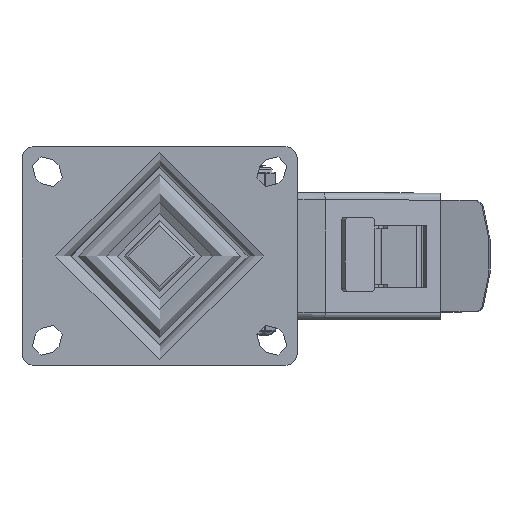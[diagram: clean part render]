
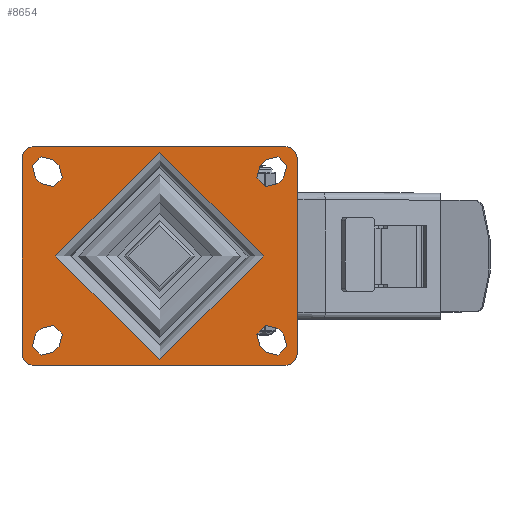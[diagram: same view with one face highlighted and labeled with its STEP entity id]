
A CAD part, top view. The second image highlights one B-rep face of the part: STEP entity #8654.
In plain terms, the highlighted planar face has unit normal (0, 0, 1).
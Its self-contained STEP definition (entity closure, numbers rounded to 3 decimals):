
#400=FACE_BOUND('',#3151,.T.);
#401=FACE_BOUND('',#3152,.T.);
#402=FACE_BOUND('',#3153,.T.);
#403=FACE_BOUND('',#3154,.T.);
#404=FACE_BOUND('',#3155,.T.);
#556=PLANE('',#9476);
#1170=LINE('',#14654,#1856);
#1174=LINE('',#14666,#1860);
#1178=LINE('',#14678,#1864);
#1182=LINE('',#14690,#1868);
#1186=LINE('',#14702,#1872);
#1190=LINE('',#14714,#1876);
#1194=LINE('',#14726,#1880);
#1198=LINE('',#14738,#1884);
#1214=LINE('',#14855,#1900);
#1216=LINE('',#14858,#1902);
#1218=LINE('',#14861,#1904);
#1219=LINE('',#14862,#1905);
#1856=VECTOR('',#10863,10.);
#1860=VECTOR('',#10875,10.);
#1864=VECTOR('',#10887,10.);
#1868=VECTOR('',#10899,10.);
#1872=VECTOR('',#10911,10.);
#1876=VECTOR('',#10923,10.);
#1880=VECTOR('',#10935,10.);
#1884=VECTOR('',#10947,10.);
#1900=VECTOR('',#11089,1000.);
#1902=VECTOR('',#11093,1000.);
#1904=VECTOR('',#11097,1000.);
#1905=VECTOR('',#11098,1000.);
#2624=FACE_OUTER_BOUND('',#3150,.T.);
#3150=EDGE_LOOP('',(#6926,#6927,#6928,#6929,#6930,#6931,#6932,#6933));
#3151=EDGE_LOOP('',(#6934,#6935,#6936,#6937));
#3152=EDGE_LOOP('',(#6938,#6939,#6940,#6941));
#3153=EDGE_LOOP('',(#6942,#6943,#6944,#6945));
#3154=EDGE_LOOP('',(#6946,#6947,#6948,#6949));
#3155=EDGE_LOOP('',(#6950));
#3578=CIRCLE('',#9386,4.5);
#3580=CIRCLE('',#9390,4.5);
#3582=CIRCLE('',#9394,4.5);
#3584=CIRCLE('',#9398,4.5);
#3586=CIRCLE('',#9402,4.5);
#3588=CIRCLE('',#9406,4.5);
#3590=CIRCLE('',#9410,4.5);
#3592=CIRCLE('',#9414,4.5);
#3598=CIRCLE('',#9422,37.);
#3607=CIRCLE('',#9436,4.);
#3609=CIRCLE('',#9439,4.);
#3611=CIRCLE('',#9442,4.);
#3613=CIRCLE('',#9445,4.);
#4156=VERTEX_POINT('',#14651);
#4157=VERTEX_POINT('',#14653);
#4159=VERTEX_POINT('',#14659);
#4161=VERTEX_POINT('',#14665);
#4164=VERTEX_POINT('',#14675);
#4165=VERTEX_POINT('',#14677);
#4167=VERTEX_POINT('',#14683);
#4169=VERTEX_POINT('',#14689);
#4172=VERTEX_POINT('',#14699);
#4173=VERTEX_POINT('',#14701);
#4175=VERTEX_POINT('',#14707);
#4177=VERTEX_POINT('',#14713);
#4180=VERTEX_POINT('',#14723);
#4181=VERTEX_POINT('',#14725);
#4183=VERTEX_POINT('',#14731);
#4185=VERTEX_POINT('',#14737);
#4189=VERTEX_POINT('',#14752);
#4196=VERTEX_POINT('',#14776);
#4197=VERTEX_POINT('',#14777);
#4200=VERTEX_POINT('',#14785);
#4201=VERTEX_POINT('',#14786);
#4204=VERTEX_POINT('',#14794);
#4205=VERTEX_POINT('',#14795);
#4208=VERTEX_POINT('',#14803);
#4209=VERTEX_POINT('',#14804);
#5098=EDGE_CURVE('',#4157,#4156,#1170,.T.);
#5101=EDGE_CURVE('',#4159,#4157,#3578,.T.);
#5104=EDGE_CURVE('',#4161,#4159,#1174,.T.);
#5107=EDGE_CURVE('',#4156,#4161,#3580,.T.);
#5110=EDGE_CURVE('',#4165,#4164,#1178,.T.);
#5113=EDGE_CURVE('',#4167,#4165,#3582,.T.);
#5116=EDGE_CURVE('',#4169,#4167,#1182,.T.);
#5119=EDGE_CURVE('',#4164,#4169,#3584,.T.);
#5122=EDGE_CURVE('',#4173,#4172,#1186,.T.);
#5125=EDGE_CURVE('',#4175,#4173,#3586,.T.);
#5128=EDGE_CURVE('',#4177,#4175,#1190,.T.);
#5131=EDGE_CURVE('',#4172,#4177,#3588,.T.);
#5134=EDGE_CURVE('',#4181,#4180,#1194,.T.);
#5137=EDGE_CURVE('',#4183,#4181,#3590,.T.);
#5140=EDGE_CURVE('',#4185,#4183,#1198,.T.);
#5143=EDGE_CURVE('',#4180,#4185,#3592,.T.);
#5149=EDGE_CURVE('',#4189,#4189,#3598,.T.);
#5160=EDGE_CURVE('',#4196,#4197,#3607,.T.);
#5164=EDGE_CURVE('',#4200,#4201,#3609,.T.);
#5168=EDGE_CURVE('',#4204,#4205,#3611,.T.);
#5172=EDGE_CURVE('',#4208,#4209,#3613,.T.);
#5195=EDGE_CURVE('',#4209,#4200,#1214,.T.);
#5197=EDGE_CURVE('',#4201,#4196,#1216,.T.);
#5199=EDGE_CURVE('',#4205,#4208,#1218,.T.);
#5200=EDGE_CURVE('',#4197,#4204,#1219,.T.);
#6926=ORIENTED_EDGE('',*,*,#5172,.F.);
#6927=ORIENTED_EDGE('',*,*,#5199,.F.);
#6928=ORIENTED_EDGE('',*,*,#5168,.F.);
#6929=ORIENTED_EDGE('',*,*,#5200,.F.);
#6930=ORIENTED_EDGE('',*,*,#5160,.F.);
#6931=ORIENTED_EDGE('',*,*,#5197,.F.);
#6932=ORIENTED_EDGE('',*,*,#5164,.F.);
#6933=ORIENTED_EDGE('',*,*,#5195,.F.);
#6934=ORIENTED_EDGE('',*,*,#5104,.T.);
#6935=ORIENTED_EDGE('',*,*,#5101,.T.);
#6936=ORIENTED_EDGE('',*,*,#5098,.T.);
#6937=ORIENTED_EDGE('',*,*,#5107,.T.);
#6938=ORIENTED_EDGE('',*,*,#5116,.T.);
#6939=ORIENTED_EDGE('',*,*,#5113,.T.);
#6940=ORIENTED_EDGE('',*,*,#5110,.T.);
#6941=ORIENTED_EDGE('',*,*,#5119,.T.);
#6942=ORIENTED_EDGE('',*,*,#5128,.T.);
#6943=ORIENTED_EDGE('',*,*,#5125,.T.);
#6944=ORIENTED_EDGE('',*,*,#5122,.T.);
#6945=ORIENTED_EDGE('',*,*,#5131,.T.);
#6946=ORIENTED_EDGE('',*,*,#5140,.T.);
#6947=ORIENTED_EDGE('',*,*,#5137,.T.);
#6948=ORIENTED_EDGE('',*,*,#5134,.T.);
#6949=ORIENTED_EDGE('',*,*,#5143,.T.);
#6950=ORIENTED_EDGE('',*,*,#5149,.F.);
#8654=ADVANCED_FACE('',(#2624,#400,#401,#402,#403,#404),#556,.T.);
#9386=AXIS2_PLACEMENT_3D('',#14660,#10869,#10870);
#9390=AXIS2_PLACEMENT_3D('',#14670,#10881,#10882);
#9394=AXIS2_PLACEMENT_3D('',#14684,#10893,#10894);
#9398=AXIS2_PLACEMENT_3D('',#14694,#10905,#10906);
#9402=AXIS2_PLACEMENT_3D('',#14708,#10917,#10918);
#9406=AXIS2_PLACEMENT_3D('',#14718,#10929,#10930);
#9410=AXIS2_PLACEMENT_3D('',#14732,#10941,#10942);
#9414=AXIS2_PLACEMENT_3D('',#14742,#10953,#10954);
#9422=AXIS2_PLACEMENT_3D('',#14754,#10969,#10970);
#9436=AXIS2_PLACEMENT_3D('',#14778,#10999,#11000);
#9439=AXIS2_PLACEMENT_3D('',#14787,#11007,#11008);
#9442=AXIS2_PLACEMENT_3D('',#14796,#11015,#11016);
#9445=AXIS2_PLACEMENT_3D('',#14805,#11023,#11024);
#9476=AXIS2_PLACEMENT_3D('',#14860,#11095,#11096);
#10863=DIRECTION('',(0.707,0.707,0.));
#10869=DIRECTION('center_axis',(0.,0.,-1.));
#10870=DIRECTION('ref_axis',(-0.707,0.707,0.));
#10875=DIRECTION('',(-0.707,-0.707,0.));
#10881=DIRECTION('center_axis',(0.,0.,-1.));
#10882=DIRECTION('ref_axis',(0.707,-0.707,0.));
#10887=DIRECTION('',(-0.707,0.707,0.));
#10893=DIRECTION('center_axis',(0.,0.,-1.));
#10894=DIRECTION('ref_axis',(-0.707,-0.707,0.));
#10899=DIRECTION('',(0.707,-0.707,0.));
#10905=DIRECTION('center_axis',(0.,0.,-1.));
#10906=DIRECTION('ref_axis',(0.707,0.707,0.));
#10911=DIRECTION('',(0.707,-0.707,0.));
#10917=DIRECTION('center_axis',(0.,0.,-1.));
#10918=DIRECTION('ref_axis',(0.707,0.707,0.));
#10923=DIRECTION('',(-0.707,0.707,0.));
#10929=DIRECTION('center_axis',(0.,0.,-1.));
#10930=DIRECTION('ref_axis',(-0.707,-0.707,0.));
#10935=DIRECTION('',(-0.707,-0.707,0.));
#10941=DIRECTION('center_axis',(0.,0.,-1.));
#10942=DIRECTION('ref_axis',(0.707,-0.707,0.));
#10947=DIRECTION('',(0.707,0.707,0.));
#10953=DIRECTION('center_axis',(0.,0.,-1.));
#10954=DIRECTION('ref_axis',(-0.707,0.707,0.));
#10969=DIRECTION('center_axis',(0.,0.,1.));
#10970=DIRECTION('ref_axis',(-1.,0.,0.));
#10999=DIRECTION('center_axis',(0.,0.,-1.));
#11000=DIRECTION('ref_axis',(-0.707,0.707,0.));
#11007=DIRECTION('center_axis',(0.,0.,-1.));
#11008=DIRECTION('ref_axis',(-0.707,-0.707,0.));
#11015=DIRECTION('center_axis',(0.,0.,-1.));
#11016=DIRECTION('ref_axis',(0.707,0.707,0.));
#11023=DIRECTION('center_axis',(0.,0.,-1.));
#11024=DIRECTION('ref_axis',(0.707,-0.707,0.));
#11089=DIRECTION('',(-1.,0.,0.));
#11093=DIRECTION('',(0.,1.,0.));
#11095=DIRECTION('center_axis',(0.,0.,1.));
#11096=DIRECTION('ref_axis',(1.,0.,0.));
#11097=DIRECTION('',(0.,-1.,0.));
#11098=DIRECTION('',(1.,0.,0.));
#14651=CARTESIAN_POINT('',(37.818,34.182,0.));
#14653=CARTESIAN_POINT('',(35.818,32.182,0.));
#14654=CARTESIAN_POINT('',(18.818,15.182,0.));
#14659=CARTESIAN_POINT('',(42.182,25.818,0.));
#14660=CARTESIAN_POINT('Origin',(39.,29.,0.));
#14665=CARTESIAN_POINT('',(44.182,27.818,0.));
#14666=CARTESIAN_POINT('',(26.182,9.818,0.));
#14670=CARTESIAN_POINT('Origin',(41.,31.,0.));
#14675=CARTESIAN_POINT('',(35.818,-32.182,0.));
#14677=CARTESIAN_POINT('',(37.818,-34.182,0.));
#14678=CARTESIAN_POINT('',(19.818,-16.182,0.));
#14683=CARTESIAN_POINT('',(44.182,-27.818,0.));
#14684=CARTESIAN_POINT('Origin',(41.,-31.,0.));
#14689=CARTESIAN_POINT('',(42.182,-25.818,0.));
#14690=CARTESIAN_POINT('',(25.182,-8.818,0.));
#14694=CARTESIAN_POINT('Origin',(39.,-29.,0.));
#14699=CARTESIAN_POINT('',(-35.818,32.182,0.));
#14701=CARTESIAN_POINT('',(-37.818,34.182,0.));
#14702=CARTESIAN_POINT('',(-19.818,16.182,0.));
#14707=CARTESIAN_POINT('',(-44.182,27.818,0.));
#14708=CARTESIAN_POINT('Origin',(-41.,31.,0.));
#14713=CARTESIAN_POINT('',(-42.182,25.818,0.));
#14714=CARTESIAN_POINT('',(-25.182,8.818,0.));
#14718=CARTESIAN_POINT('Origin',(-39.,29.,0.));
#14723=CARTESIAN_POINT('',(-37.818,-34.182,0.));
#14725=CARTESIAN_POINT('',(-35.818,-32.182,0.));
#14726=CARTESIAN_POINT('',(-18.818,-15.182,0.));
#14731=CARTESIAN_POINT('',(-42.182,-25.818,0.));
#14732=CARTESIAN_POINT('Origin',(-39.,-29.,0.));
#14737=CARTESIAN_POINT('',(-44.182,-27.818,0.));
#14738=CARTESIAN_POINT('',(-26.182,-9.818,0.));
#14742=CARTESIAN_POINT('Origin',(-41.,-31.,0.));
#14752=CARTESIAN_POINT('',(-37.,0.,0.));
#14754=CARTESIAN_POINT('Origin',(0.,0.,0.));
#14776=CARTESIAN_POINT('',(-49.,35.,0.));
#14777=CARTESIAN_POINT('',(-45.,39.,0.));
#14778=CARTESIAN_POINT('Origin',(-45.,35.,0.));
#14785=CARTESIAN_POINT('',(-45.,-39.,0.));
#14786=CARTESIAN_POINT('',(-49.,-35.,0.));
#14787=CARTESIAN_POINT('Origin',(-45.,-35.,0.));
#14794=CARTESIAN_POINT('',(45.,39.,0.));
#14795=CARTESIAN_POINT('',(49.,35.,0.));
#14796=CARTESIAN_POINT('Origin',(45.,35.,0.));
#14803=CARTESIAN_POINT('',(49.,-35.,0.));
#14804=CARTESIAN_POINT('',(45.,-39.,0.));
#14805=CARTESIAN_POINT('Origin',(45.,-35.,0.));
#14855=CARTESIAN_POINT('',(49.,-39.,0.));
#14858=CARTESIAN_POINT('',(-49.,-39.,0.));
#14860=CARTESIAN_POINT('Origin',(0.,0.,0.));
#14861=CARTESIAN_POINT('',(49.,39.,0.));
#14862=CARTESIAN_POINT('',(-49.,39.,0.));
